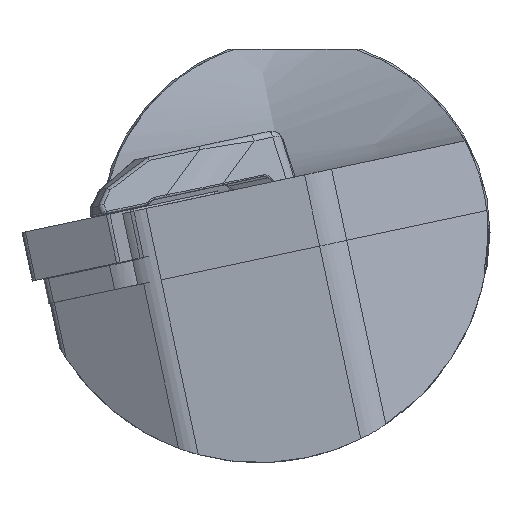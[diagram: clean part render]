
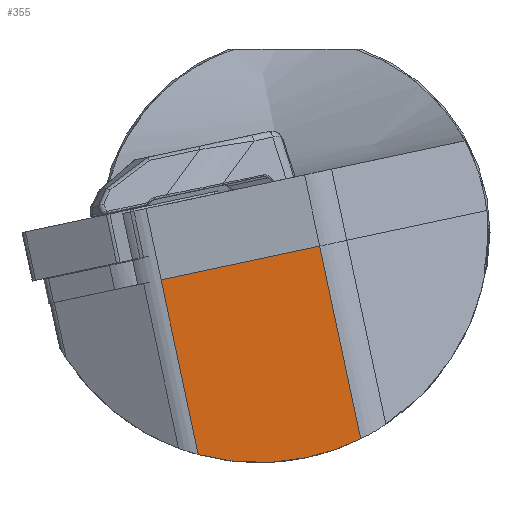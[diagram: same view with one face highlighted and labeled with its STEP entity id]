
A CAD part, left-side view. The second image highlights one B-rep face of the part: STEP entity #355.
In plain terms, the highlighted planar face has unit normal (-1, 0.003, -0.001).
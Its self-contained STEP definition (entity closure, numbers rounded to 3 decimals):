
#239=ELLIPSE('',#2208,29.5,29.5);
#355=ADVANCED_FACE('',(#521),#464,.F.);
#464=PLANE('',#2253);
#521=FACE_OUTER_BOUND('',#642,.T.);
#642=EDGE_LOOP('',(#1168,#1169,#1170,#1171));
#759=LINE('',#3190,#894);
#771=LINE('',#3751,#906);
#772=LINE('',#3753,#907);
#894=VECTOR('',#2492,1.);
#906=VECTOR('',#2570,1.);
#907=VECTOR('',#2573,1.);
#1168=ORIENTED_EDGE('',*,*,#1914,.F.);
#1169=ORIENTED_EDGE('',*,*,#1835,.T.);
#1170=ORIENTED_EDGE('',*,*,#1913,.T.);
#1171=ORIENTED_EDGE('',*,*,#1854,.T.);
#1643=VERTEX_POINT('',#3090);
#1644=VERTEX_POINT('',#3092);
#1657=VERTEX_POINT('',#3182);
#1659=VERTEX_POINT('',#3191);
#1835=EDGE_CURVE('',#1644,#1643,#239,.T.);
#1854=EDGE_CURVE('',#1657,#1659,#759,.T.);
#1913=EDGE_CURVE('',#1643,#1657,#771,.T.);
#1914=EDGE_CURVE('',#1644,#1659,#772,.T.);
#2208=AXIS2_PLACEMENT_3D('',#3091,#2466,#2467);
#2253=AXIS2_PLACEMENT_3D('',#3754,#2574,#2575);
#2466=DIRECTION('',(-1.,0.003,-0.001));
#2467=DIRECTION('',(-0.003,-0.978,0.208));
#2492=DIRECTION('',(0.003,0.978,-0.208));
#2570=DIRECTION('',(0.,0.208,0.978));
#2573=DIRECTION('',(0.,0.208,0.978));
#2574=DIRECTION('',(1.,-0.003,0.001));
#2575=DIRECTION('',(-0.003,-1.,0.));
#3090=CARTESIAN_POINT('',(0.396,-8.418,-26.448));
#3091=CARTESIAN_POINT('',(0.416,4.65,0.));
#3092=CARTESIAN_POINT('',(0.453,12.403,-28.463));
#3182=CARTESIAN_POINT('',(0.396,-3.164,-1.73));
#3190=CARTESIAN_POINT('',(0.396,-3.164,-1.73));
#3191=CARTESIAN_POINT('',(0.453,17.167,-6.051));
#3751=CARTESIAN_POINT('',(0.396,114.296,550.876));
#3753=CARTESIAN_POINT('',(0.453,134.627,546.555));
#3754=CARTESIAN_POINT('',(0.396,114.296,550.876));
